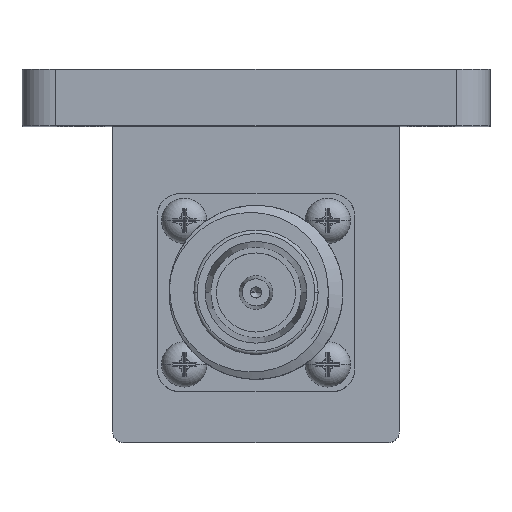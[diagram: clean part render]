
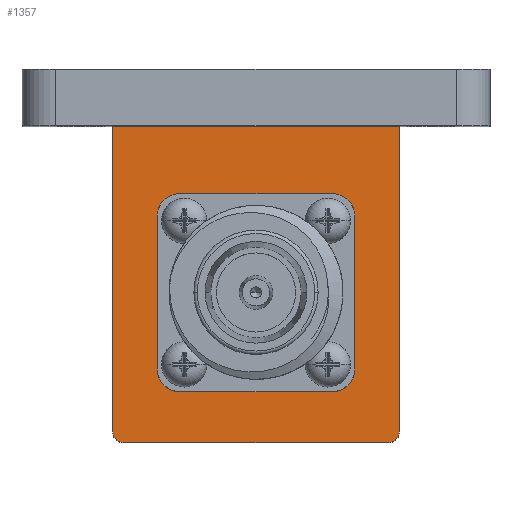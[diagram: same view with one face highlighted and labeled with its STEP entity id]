
A CAD part, top view. The second image highlights one B-rep face of the part: STEP entity #1357.
In plain terms, the highlighted planar face has unit normal (0, 0, 1).
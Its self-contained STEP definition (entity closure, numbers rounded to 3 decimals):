
#1 = VERTEX_POINT ( 'NONE', #7151 ) ;
#66 = VECTOR ( 'NONE', #221, 1000. ) ;
#105 = VERTEX_POINT ( 'NONE', #6807 ) ;
#184 = CARTESIAN_POINT ( 'NONE',  ( -8.75, -8., 6.35 ) ) ;
#221 = DIRECTION ( 'NONE',  ( -1., 0., 0. ) ) ;
#327 = VECTOR ( 'NONE', #2827, 1000. ) ;
#390 = CARTESIAN_POINT ( 'NONE',  ( 12.7, -27., 6.35 ) ) ;
#399 = DIRECTION ( 'NONE',  ( -1., 0., 0. ) ) ;
#421 = CIRCLE ( 'NONE', #3078, 2. ) ;
#462 = CARTESIAN_POINT ( 'NONE',  ( 8.75, -8., 6.35 ) ) ;
#480 = ORIENTED_EDGE ( 'NONE', *, *, #595, .F. ) ;
#486 = DIRECTION ( 'NONE',  ( 1., 0., 0. ) ) ;
#504 = CARTESIAN_POINT ( 'NONE',  ( 6.75, -8., 6.35 ) ) ;
#519 = LINE ( 'NONE', #4969, #1025 ) ;
#595 = EDGE_CURVE ( 'NONE', #4778, #2398, #1293, .T. ) ;
#610 = EDGE_CURVE ( 'NONE', #4778, #4690, #5403, .T. ) ;
#640 = CARTESIAN_POINT ( 'NONE',  ( 8.75, -6., 6.35 ) ) ;
#679 = DIRECTION ( 'NONE',  ( -1., 0., 0. ) ) ;
#784 = DIRECTION ( 'NONE',  ( -1., 0., 0. ) ) ;
#785 = CARTESIAN_POINT ( 'NONE',  ( 12.7, -28., 6.35 ) ) ;
#855 = EDGE_CURVE ( 'NONE', #3832, #1, #6318, .T. ) ;
#950 = CARTESIAN_POINT ( 'NONE',  ( -12.7, 0., 6.35 ) ) ;
#969 = DIRECTION ( 'NONE',  ( 0., 1., 0. ) ) ;
#1025 = VECTOR ( 'NONE', #486, 1000. ) ;
#1173 = DIRECTION ( 'NONE',  ( 0., 0., -1. ) ) ;
#1235 = CIRCLE ( 'NONE', #3645, 2. ) ;
#1293 = LINE ( 'NONE', #640, #1932 ) ;
#1345 = VERTEX_POINT ( 'NONE', #1709 ) ;
#1346 = VERTEX_POINT ( 'NONE', #3911 ) ;
#1357 = ADVANCED_FACE ( 'NONE', ( #3365, #4022 ), #6271, .F. ) ;
#1358 = VECTOR ( 'NONE', #6149, 1000. ) ;
#1513 = CARTESIAN_POINT ( 'NONE',  ( -12.7, -28., 6.35 ) ) ;
#1528 = ORIENTED_EDGE ( 'NONE', *, *, #3864, .F. ) ;
#1709 = CARTESIAN_POINT ( 'NONE',  ( -6.75, -23.5, 6.35 ) ) ;
#1764 = DIRECTION ( 'NONE',  ( 0., 0., -1. ) ) ;
#1850 = DIRECTION ( 'NONE',  ( 0., 0., -1. ) ) ;
#1932 = VECTOR ( 'NONE', #2370, 1000. ) ;
#1947 = CARTESIAN_POINT ( 'NONE',  ( 8.75, -21.5, 6.35 ) ) ;
#2002 = EDGE_CURVE ( 'NONE', #105, #4380, #3930, .T. ) ;
#2059 = EDGE_CURVE ( 'NONE', #105, #6550, #4249, .T. ) ;
#2250 = VECTOR ( 'NONE', #969, 1000. ) ;
#2277 = EDGE_CURVE ( 'NONE', #1, #6550, #4165, .T. ) ;
#2370 = DIRECTION ( 'NONE',  ( 0., 1., 0. ) ) ;
#2376 = ORIENTED_EDGE ( 'NONE', *, *, #2277, .T. ) ;
#2398 = VERTEX_POINT ( 'NONE', #462 ) ;
#2417 = ORIENTED_EDGE ( 'NONE', *, *, #2059, .F. ) ;
#2566 = EDGE_LOOP ( 'NONE', ( #1528, #3141, #4238, #2376, #2417, #3436 ) ) ;
#2657 = ORIENTED_EDGE ( 'NONE', *, *, #3641, .T. ) ;
#2696 = EDGE_CURVE ( 'NONE', #5322, #3832, #6761, .T. ) ;
#2827 = DIRECTION ( 'NONE',  ( -1., 0., 0. ) ) ;
#3078 = AXIS2_PLACEMENT_3D ( 'NONE', #4137, #6893, #4097 ) ;
#3141 = ORIENTED_EDGE ( 'NONE', *, *, #2696, .T. ) ;
#3266 = CARTESIAN_POINT ( 'NONE',  ( -6.75, -6., 6.35 ) ) ;
#3274 = CARTESIAN_POINT ( 'NONE',  ( 6.75, -6., 6.35 ) ) ;
#3289 = DIRECTION ( 'NONE',  ( -1., 0., 0. ) ) ;
#3355 = LINE ( 'NONE', #3897, #1358 ) ;
#3357 = EDGE_CURVE ( 'NONE', #1345, #1346, #421, .T. ) ;
#3365 = FACE_OUTER_BOUND ( 'NONE', #2566, .T. ) ;
#3436 = ORIENTED_EDGE ( 'NONE', *, *, #2002, .T. ) ;
#3450 = CARTESIAN_POINT ( 'NONE',  ( 6.75, -21.5, 6.35 ) ) ;
#3463 = CARTESIAN_POINT ( 'NONE',  ( 6.75, -23.5, 6.35 ) ) ;
#3527 = ORIENTED_EDGE ( 'NONE', *, *, #4494, .F. ) ;
#3641 = EDGE_CURVE ( 'NONE', #4203, #6622, #1235, .T. ) ;
#3645 = AXIS2_PLACEMENT_3D ( 'NONE', #3980, #1173, #3289 ) ;
#3650 = CARTESIAN_POINT ( 'NONE',  ( -11.7, -28., 6.35 ) ) ;
#3832 = VERTEX_POINT ( 'NONE', #390 ) ;
#3862 = VECTOR ( 'NONE', #399, 1000. ) ;
#3864 = EDGE_CURVE ( 'NONE', #5322, #4380, #4558, .T. ) ;
#3897 = CARTESIAN_POINT ( 'NONE',  ( -8.75, -6., 6.35 ) ) ;
#3911 = CARTESIAN_POINT ( 'NONE',  ( -8.75, -21.5, 6.35 ) ) ;
#3930 = CIRCLE ( 'NONE', #6132, 1. ) ;
#3980 = CARTESIAN_POINT ( 'NONE',  ( -6.75, -8., 6.35 ) ) ;
#4022 = FACE_BOUND ( 'NONE', #7068, .T. ) ;
#4042 = ORIENTED_EDGE ( 'NONE', *, *, #610, .T. ) ;
#4097 = DIRECTION ( 'NONE',  ( -1., 0., 0. ) ) ;
#4104 = DIRECTION ( 'NONE',  ( -1., 0., 0. ) ) ;
#4115 = ORIENTED_EDGE ( 'NONE', *, *, #7113, .F. ) ;
#4137 = CARTESIAN_POINT ( 'NONE',  ( -6.75, -21.5, 6.35 ) ) ;
#4165 = LINE ( 'NONE', #950, #3862 ) ;
#4203 = VERTEX_POINT ( 'NONE', #184 ) ;
#4238 = ORIENTED_EDGE ( 'NONE', *, *, #855, .T. ) ;
#4249 = LINE ( 'NONE', #1513, #2250 ) ;
#4369 = DIRECTION ( 'NONE',  ( -1., 0., 0. ) ) ;
#4380 = VERTEX_POINT ( 'NONE', #3650 ) ;
#4419 = LINE ( 'NONE', #6637, #327 ) ;
#4494 = EDGE_CURVE ( 'NONE', #4203, #1346, #3355, .T. ) ;
#4552 = AXIS2_PLACEMENT_3D ( 'NONE', #6832, #4757, #784 ) ;
#4558 = LINE ( 'NONE', #5762, #66 ) ;
#4590 = ORIENTED_EDGE ( 'NONE', *, *, #5892, .T. ) ;
#4616 = CIRCLE ( 'NONE', #6357, 2. ) ;
#4630 = ORIENTED_EDGE ( 'NONE', *, *, #7090, .F. ) ;
#4690 = VERTEX_POINT ( 'NONE', #3463 ) ;
#4757 = DIRECTION ( 'NONE',  ( 0., 0., 1. ) ) ;
#4761 = CARTESIAN_POINT ( 'NONE',  ( -12.7, 0., 6.35 ) ) ;
#4778 = VERTEX_POINT ( 'NONE', #1947 ) ;
#4790 = CARTESIAN_POINT ( 'NONE',  ( -11.7, -27., 6.35 ) ) ;
#4969 = CARTESIAN_POINT ( 'NONE',  ( -8.75, -23.5, 6.35 ) ) ;
#5033 = VERTEX_POINT ( 'NONE', #3274 ) ;
#5124 = DIRECTION ( 'NONE',  ( 0., 0., -1. ) ) ;
#5322 = VERTEX_POINT ( 'NONE', #6046 ) ;
#5403 = CIRCLE ( 'NONE', #5510, 2. ) ;
#5510 = AXIS2_PLACEMENT_3D ( 'NONE', #3450, #5124, #679 ) ;
#5726 = CARTESIAN_POINT ( 'NONE',  ( -12.7, -28., 6.35 ) ) ;
#5762 = CARTESIAN_POINT ( 'NONE',  ( -12.7, -28., 6.35 ) ) ;
#5803 = DIRECTION ( 'NONE',  ( -1., 0., 0. ) ) ;
#5846 = DIRECTION ( 'NONE',  ( 0., 1., 0. ) ) ;
#5892 = EDGE_CURVE ( 'NONE', #5033, #2398, #4616, .T. ) ;
#6046 = CARTESIAN_POINT ( 'NONE',  ( 11.7, -28., 6.35 ) ) ;
#6132 = AXIS2_PLACEMENT_3D ( 'NONE', #4790, #6975, #4104 ) ;
#6149 = DIRECTION ( 'NONE',  ( 0., -1., 0. ) ) ;
#6271 = PLANE ( 'NONE',  #6848 ) ;
#6318 = LINE ( 'NONE', #785, #6793 ) ;
#6357 = AXIS2_PLACEMENT_3D ( 'NONE', #504, #1764, #4369 ) ;
#6484 = ORIENTED_EDGE ( 'NONE', *, *, #3357, .T. ) ;
#6550 = VERTEX_POINT ( 'NONE', #4761 ) ;
#6622 = VERTEX_POINT ( 'NONE', #3266 ) ;
#6637 = CARTESIAN_POINT ( 'NONE',  ( -8.75, -6., 6.35 ) ) ;
#6761 = CIRCLE ( 'NONE', #4552, 1. ) ;
#6793 = VECTOR ( 'NONE', #5846, 1000. ) ;
#6807 = CARTESIAN_POINT ( 'NONE',  ( -12.7, -27., 6.35 ) ) ;
#6832 = CARTESIAN_POINT ( 'NONE',  ( 11.7, -27., 6.35 ) ) ;
#6848 = AXIS2_PLACEMENT_3D ( 'NONE', #5726, #1850, #5803 ) ;
#6893 = DIRECTION ( 'NONE',  ( 0., 0., -1. ) ) ;
#6975 = DIRECTION ( 'NONE',  ( 0., 0., 1. ) ) ;
#7068 = EDGE_LOOP ( 'NONE', ( #480, #4042, #4630, #6484, #3527, #2657, #4115, #4590 ) ) ;
#7090 = EDGE_CURVE ( 'NONE', #1345, #4690, #519, .T. ) ;
#7113 = EDGE_CURVE ( 'NONE', #5033, #6622, #4419, .T. ) ;
#7151 = CARTESIAN_POINT ( 'NONE',  ( 12.7, 0., 6.35 ) ) ;
